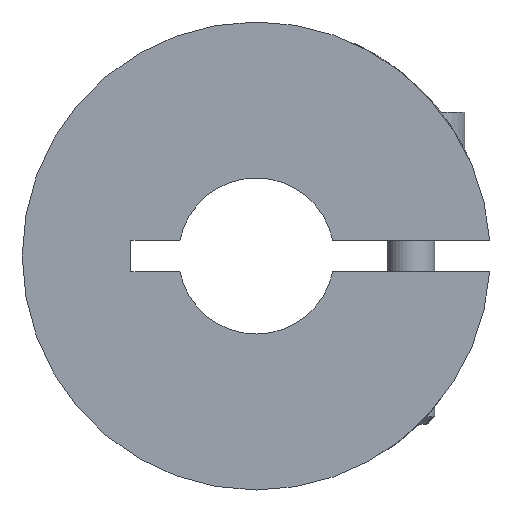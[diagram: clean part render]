
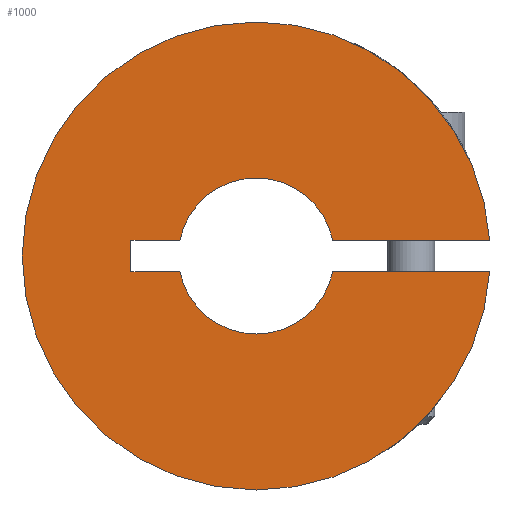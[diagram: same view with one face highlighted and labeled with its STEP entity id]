
A CAD part, front view. The second image highlights one B-rep face of the part: STEP entity #1000.
In plain terms, the highlighted planar face has unit normal (0, -1, 0).
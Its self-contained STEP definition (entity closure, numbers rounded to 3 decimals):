
#8 = EDGE_CURVE ( 'NONE', #850, #1232, #214, .T. ) ;
#20 = CARTESIAN_POINT ( 'NONE',  ( 0., -5., 0. ) ) ;
#34 = VERTEX_POINT ( 'NONE', #294 ) ;
#53 = CARTESIAN_POINT ( 'NONE',  ( 0., -5., 0. ) ) ;
#63 = CARTESIAN_POINT ( 'NONE',  ( 14.967, -5., 1. ) ) ;
#73 = DIRECTION ( 'NONE',  ( 0., 0., 1. ) ) ;
#78 = AXIS2_PLACEMENT_3D ( 'NONE', #460, #859, #73 ) ;
#81 = CARTESIAN_POINT ( 'NONE',  ( 0., -5., 15. ) ) ;
#89 = LINE ( 'NONE', #884, #1138 ) ;
#125 = EDGE_CURVE ( 'NONE', #367, #459, #236, .T. ) ;
#134 = CARTESIAN_POINT ( 'NONE',  ( 14.967, -5., 1. ) ) ;
#136 = CIRCLE ( 'NONE', #263, 15. ) ;
#140 = VERTEX_POINT ( 'NONE', #1241 ) ;
#147 = DIRECTION ( 'NONE',  ( 0., -1., 0. ) ) ;
#166 = DIRECTION ( 'NONE',  ( 0., 1., 0. ) ) ;
#168 = ORIENTED_EDGE ( 'NONE', *, *, #1053, .F. ) ;
#177 = PLANE ( 'NONE',  #401 ) ;
#183 = CARTESIAN_POINT ( 'NONE',  ( 0., -5., 0. ) ) ;
#187 = LINE ( 'NONE', #373, #547 ) ;
#189 = CARTESIAN_POINT ( 'NONE',  ( 14.967, -5., -1. ) ) ;
#214 = CIRCLE ( 'NONE', #387, 5. ) ;
#218 = EDGE_CURVE ( 'NONE', #1157, #414, #136, .T. ) ;
#236 = LINE ( 'NONE', #134, #1082 ) ;
#244 = DIRECTION ( 'NONE',  ( 0., 0., 1. ) ) ;
#263 = AXIS2_PLACEMENT_3D ( 'NONE', #20, #316, #1221 ) ;
#294 = CARTESIAN_POINT ( 'NONE',  ( -8.033, -5., -1. ) ) ;
#311 = AXIS2_PLACEMENT_3D ( 'NONE', #751, #166, #970 ) ;
#316 = DIRECTION ( 'NONE',  ( 0., 1., 0. ) ) ;
#346 = ORIENTED_EDGE ( 'NONE', *, *, #535, .F. ) ;
#359 = CARTESIAN_POINT ( 'NONE',  ( -8.033, -5., 1. ) ) ;
#363 = VECTOR ( 'NONE', #432, 1000. ) ;
#367 = VERTEX_POINT ( 'NONE', #63 ) ;
#373 = CARTESIAN_POINT ( 'NONE',  ( -4.899, -5., -1. ) ) ;
#385 = DIRECTION ( 'NONE',  ( -1., 0., 0. ) ) ;
#387 = AXIS2_PLACEMENT_3D ( 'NONE', #410, #1110, #923 ) ;
#401 = AXIS2_PLACEMENT_3D ( 'NONE', #183, #681, #674 ) ;
#410 = CARTESIAN_POINT ( 'NONE',  ( 0., -5., 0. ) ) ;
#414 = VERTEX_POINT ( 'NONE', #81 ) ;
#432 = DIRECTION ( 'NONE',  ( 0., 0., -1. ) ) ;
#459 = VERTEX_POINT ( 'NONE', #1181 ) ;
#460 = CARTESIAN_POINT ( 'NONE',  ( 0., -5., 0. ) ) ;
#473 = DIRECTION ( 'NONE',  ( 1., 0., 0. ) ) ;
#474 = ORIENTED_EDGE ( 'NONE', *, *, #554, .F. ) ;
#475 = FACE_OUTER_BOUND ( 'NONE', #1065, .T. ) ;
#484 = LINE ( 'NONE', #988, #589 ) ;
#505 = VERTEX_POINT ( 'NONE', #1182 ) ;
#535 = EDGE_CURVE ( 'NONE', #34, #505, #187, .T. ) ;
#545 = ORIENTED_EDGE ( 'NONE', *, *, #218, .F. ) ;
#547 = VECTOR ( 'NONE', #585, 1000. ) ;
#549 = CARTESIAN_POINT ( 'NONE',  ( 0., -5., 0. ) ) ;
#554 = EDGE_CURVE ( 'NONE', #1232, #1054, #484, .T. ) ;
#585 = DIRECTION ( 'NONE',  ( 1., 0., 0. ) ) ;
#589 = VECTOR ( 'NONE', #473, 1000. ) ;
#600 = CARTESIAN_POINT ( 'NONE',  ( 4.899, -5., -1. ) ) ;
#628 = ORIENTED_EDGE ( 'NONE', *, *, #885, .F. ) ;
#635 = CIRCLE ( 'NONE', #78, 5. ) ;
#642 = DIRECTION ( 'NONE',  ( -1., 0., 0. ) ) ;
#664 = EDGE_CURVE ( 'NONE', #1265, #34, #1154, .T. ) ;
#674 = DIRECTION ( 'NONE',  ( 0., 0., 1. ) ) ;
#680 = AXIS2_PLACEMENT_3D ( 'NONE', #53, #147, #867 ) ;
#681 = DIRECTION ( 'NONE',  ( 0., 1., 0. ) ) ;
#685 = EDGE_CURVE ( 'NONE', #414, #367, #886, .T. ) ;
#742 = AXIS2_PLACEMENT_3D ( 'NONE', #549, #951, #244 ) ;
#751 = CARTESIAN_POINT ( 'NONE',  ( 0., -5., 0. ) ) ;
#780 = CARTESIAN_POINT ( 'NONE',  ( 0., -5., -15. ) ) ;
#800 = CIRCLE ( 'NONE', #742, 15. ) ;
#803 = ORIENTED_EDGE ( 'NONE', *, *, #125, .F. ) ;
#850 = VERTEX_POINT ( 'NONE', #1045 ) ;
#859 = DIRECTION ( 'NONE',  ( 0., -1., 0. ) ) ;
#861 = EDGE_CURVE ( 'NONE', #505, #850, #983, .T. ) ;
#867 = DIRECTION ( 'NONE',  ( 0., 0., 1. ) ) ;
#884 = CARTESIAN_POINT ( 'NONE',  ( -4.899, -5., 1. ) ) ;
#885 = EDGE_CURVE ( 'NONE', #1054, #1157, #800, .T. ) ;
#886 = CIRCLE ( 'NONE', #311, 15. ) ;
#923 = DIRECTION ( 'NONE',  ( 0., 0., 1. ) ) ;
#929 = ORIENTED_EDGE ( 'NONE', *, *, #685, .F. ) ;
#939 = EDGE_CURVE ( 'NONE', #459, #140, #635, .T. ) ;
#943 = ORIENTED_EDGE ( 'NONE', *, *, #8, .F. ) ;
#951 = DIRECTION ( 'NONE',  ( 0., 1., 0. ) ) ;
#970 = DIRECTION ( 'NONE',  ( 0., 0., 1. ) ) ;
#983 = CIRCLE ( 'NONE', #680, 5. ) ;
#988 = CARTESIAN_POINT ( 'NONE',  ( 14.967, -5., -1. ) ) ;
#999 = CARTESIAN_POINT ( 'NONE',  ( -8.033, -5., 1. ) ) ;
#1000 = ADVANCED_FACE ( 'NONE', ( #475 ), #177, .F. ) ;
#1001 = ORIENTED_EDGE ( 'NONE', *, *, #861, .F. ) ;
#1045 = CARTESIAN_POINT ( 'NONE',  ( 0., -5., -5. ) ) ;
#1053 = EDGE_CURVE ( 'NONE', #140, #1265, #89, .T. ) ;
#1054 = VERTEX_POINT ( 'NONE', #189 ) ;
#1056 = ORIENTED_EDGE ( 'NONE', *, *, #664, .F. ) ;
#1065 = EDGE_LOOP ( 'NONE', ( #1001, #346, #1056, #168, #1279, #803, #929, #545, #628, #474, #943 ) ) ;
#1082 = VECTOR ( 'NONE', #642, 1000. ) ;
#1110 = DIRECTION ( 'NONE',  ( 0., -1., 0. ) ) ;
#1138 = VECTOR ( 'NONE', #385, 1000. ) ;
#1154 = LINE ( 'NONE', #359, #363 ) ;
#1157 = VERTEX_POINT ( 'NONE', #780 ) ;
#1181 = CARTESIAN_POINT ( 'NONE',  ( 4.899, -5., 1. ) ) ;
#1182 = CARTESIAN_POINT ( 'NONE',  ( -4.899, -5., -1. ) ) ;
#1221 = DIRECTION ( 'NONE',  ( 0., 0., 1. ) ) ;
#1232 = VERTEX_POINT ( 'NONE', #600 ) ;
#1241 = CARTESIAN_POINT ( 'NONE',  ( -4.899, -5., 1. ) ) ;
#1265 = VERTEX_POINT ( 'NONE', #999 ) ;
#1279 = ORIENTED_EDGE ( 'NONE', *, *, #939, .F. ) ;
